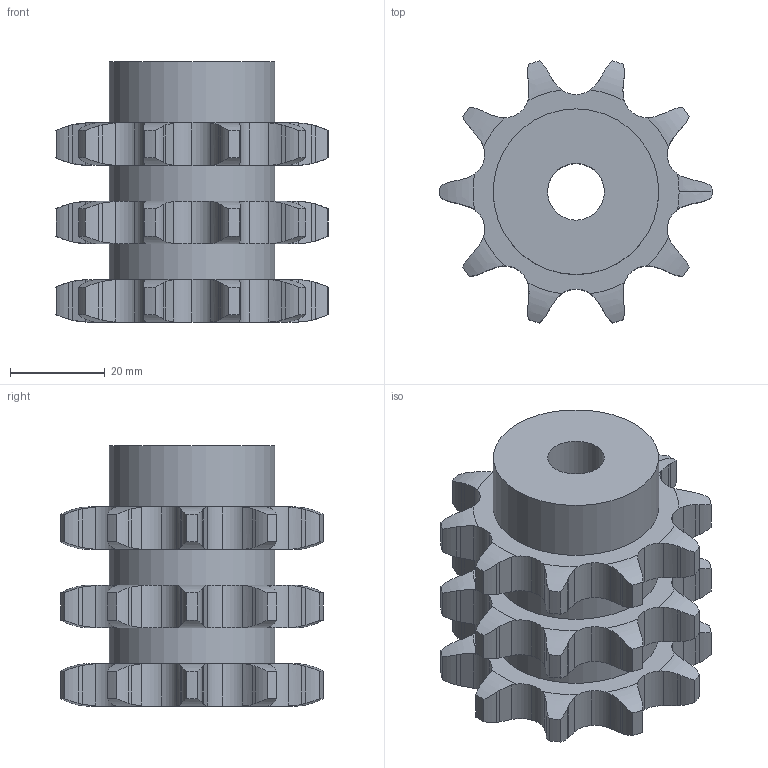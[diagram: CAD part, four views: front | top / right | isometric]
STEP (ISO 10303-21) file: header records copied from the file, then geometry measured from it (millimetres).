
FILE_DESCRIPTION(('FreeCAD Model'),'2;1');
FILE_NAME('Open CASCADE Shape Model','2021-10-03T09:57:38',('FreeCAD'),( 'FreeCAD'),'Open CASCADE STEP processor 7.4','FreeCAD','Unknown');
FILE_SCHEMA(('AUTOMOTIVE_DESIGN { 1 0 10303 214 1 1 1 1 }'));
Length unit declared in the file: millimetre
Products named in the file (1): Open CASCADE STEP translator 7.4 3
Bounding box: 57.5 x 55.39 x 55 mm (x, y, z)
Volume: 67883 mm3; surface area: 17701.4 mm2
Topology: 1 solids, 1 shells, 351 faces, 1024 edges, 681 vertices
Faces by surface type: cylinder 217, plane 68, torus 66
Full cylindrical faces by diameter (mm): 12 x1, 35 x3
Entity records: 30420 total; most frequent: CARTESIAN_POINT 12811, DIRECTION 2484, ORIENTED_EDGE 2048, PCURVE 2048, DEFINITIONAL_REPRESENTATION 2048, B_SPLINE_CURVE_WITH_KNOTS 1440, LINE 1169, VECTOR 1169
